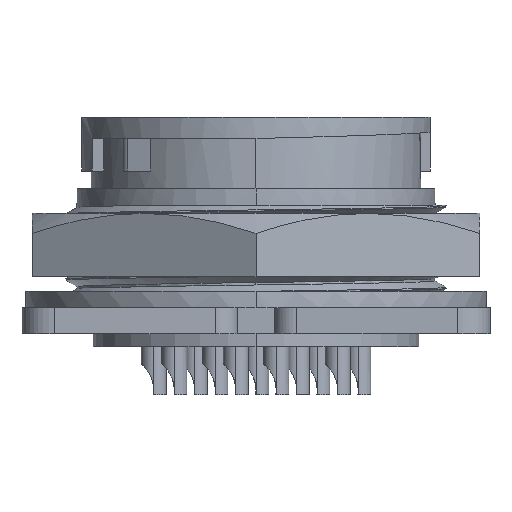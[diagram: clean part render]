
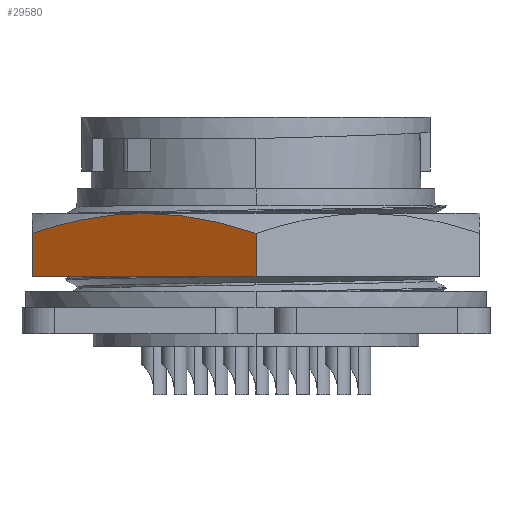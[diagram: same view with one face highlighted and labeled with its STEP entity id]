
A CAD part, left-side view. The second image highlights one B-rep face of the part: STEP entity #29580.
In plain terms, the highlighted planar face has unit normal (-0.866, 0.5, 0).
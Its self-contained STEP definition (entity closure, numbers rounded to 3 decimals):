
#1181 = VECTOR ( 'NONE', #27157, 1000. ) ;
#1262 = CARTESIAN_POINT ( 'NONE',  ( -20.164, 0., 7.838 ) ) ;
#1852 = VERTEX_POINT ( 'NONE', #26178 ) ;
#2706 = ORIENTED_EDGE ( 'NONE', *, *, #23678, .F. ) ;
#3414 = LINE ( 'NONE', #6411, #27748 ) ;
#3419 = CARTESIAN_POINT ( 'NONE',  ( -10.082, 17.463, 7.838 ) ) ;
#3602 = CARTESIAN_POINT ( 'NONE',  ( -10.082, 17.463, 9.398 ) ) ;
#4297 = ORIENTED_EDGE ( 'NONE', *, *, #28176, .F. ) ;
#5779 = CARTESIAN_POINT ( 'NONE',  ( -15.123, 8.731, 9.398 ) ) ;
#5926 = DIRECTION ( 'NONE',  ( 0.866, -0.5, 0. ) ) ;
#6411 = CARTESIAN_POINT ( 'NONE',  ( -20.164, 0., 4.445 ) ) ;
#6935 = EDGE_CURVE ( 'NONE', #11621, #1852, #11931, .T. ) ;
#8320 = CARTESIAN_POINT ( 'NONE',  ( -11.735, 14.599, 8.706 ) ) ;
#8613 = VERTEX_POINT ( 'NONE', #21691 ) ;
#8686 = DIRECTION ( 'NONE',  ( 0.5, 0.866, 0. ) ) ;
#10397 = PLANE ( 'NONE',  #11989 ) ;
#10622 = CARTESIAN_POINT ( 'NONE',  ( -14.263, 10.221, 9.398 ) ) ;
#11621 = VERTEX_POINT ( 'NONE', #24895 ) ;
#11931 = LINE ( 'NONE', #22472, #20194 ) ;
#11989 = AXIS2_PLACEMENT_3D ( 'NONE', #3602, #5926, #21899 ) ;
#12236 = DIRECTION ( 'NONE',  ( 0., 0., -1. ) ) ;
#12673 = CARTESIAN_POINT ( 'NONE',  ( -16.832, 5.771, 9.249 ) ) ;
#13387 = LINE ( 'NONE', #20253, #1181 ) ;
#14663 = VERTEX_POINT ( 'NONE', #16900 ) ;
#14987 = CARTESIAN_POINT ( 'NONE',  ( -19.34, 1.426, 8.314 ) ) ;
#16435 = B_SPLINE_CURVE_WITH_KNOTS ( 'NONE', 3,
 ( #3419, #26330, #8320, #24323, #10622, #26632 ),
 .UNSPECIFIED., .F., .F.,
 ( 4, 2, 4 ),
 ( 0., 0.005, 0.01 ),
 .UNSPECIFIED. ) ;
#16900 = CARTESIAN_POINT ( 'NONE',  ( -20.164, 0., 4.445 ) ) ;
#19138 = ORIENTED_EDGE ( 'NONE', *, *, #28771, .F. ) ;
#19479 = CARTESIAN_POINT ( 'NONE',  ( -15.983, 7.241, 9.398 ) ) ;
#20194 = VECTOR ( 'NONE', #12236, 1000. ) ;
#20253 = CARTESIAN_POINT ( 'NONE',  ( -20.164, 0., 9.398 ) ) ;
#20572 = FACE_OUTER_BOUND ( 'NONE', #22881, .T. ) ;
#21691 = CARTESIAN_POINT ( 'NONE',  ( -20.164, 0., 7.838 ) ) ;
#21899 = DIRECTION ( 'NONE',  ( 0.5, 0.866, 0. ) ) ;
#22472 = CARTESIAN_POINT ( 'NONE',  ( -10.082, 17.463, 9.398 ) ) ;
#22589 = EDGE_CURVE ( 'NONE', #8613, #14663, #13387, .T. ) ;
#22881 = EDGE_LOOP ( 'NONE', ( #27733, #19138, #25964, #2706, #4297 ) ) ;
#22884 = B_SPLINE_CURVE_WITH_KNOTS ( 'NONE', 3,
 ( #5779, #19479, #12673, #28661, #14987, #1262 ),
 .UNSPECIFIED., .F., .F.,
 ( 4, 2, 4 ),
 ( 0., 0.005, 0.01 ),
 .UNSPECIFIED. ) ;
#23678 = EDGE_CURVE ( 'NONE', #24600, #8613, #22884, .T. ) ;
#24323 = CARTESIAN_POINT ( 'NONE',  ( -13.414, 11.691, 9.249 ) ) ;
#24600 = VERTEX_POINT ( 'NONE', #27950 ) ;
#24895 = CARTESIAN_POINT ( 'NONE',  ( -10.082, 17.463, 7.838 ) ) ;
#25964 = ORIENTED_EDGE ( 'NONE', *, *, #22589, .F. ) ;
#26178 = CARTESIAN_POINT ( 'NONE',  ( -10.082, 17.463, 4.445 ) ) ;
#26330 = CARTESIAN_POINT ( 'NONE',  ( -10.905, 16.036, 8.314 ) ) ;
#26632 = CARTESIAN_POINT ( 'NONE',  ( -15.123, 8.731, 9.398 ) ) ;
#27157 = DIRECTION ( 'NONE',  ( 0., 0., -1. ) ) ;
#27733 = ORIENTED_EDGE ( 'NONE', *, *, #6935, .T. ) ;
#27748 = VECTOR ( 'NONE', #8686, 1000. ) ;
#27950 = CARTESIAN_POINT ( 'NONE',  ( -15.123, 8.731, 9.398 ) ) ;
#28176 = EDGE_CURVE ( 'NONE', #11621, #24600, #16435, .T. ) ;
#28661 = CARTESIAN_POINT ( 'NONE',  ( -18.511, 2.864, 8.706 ) ) ;
#28771 = EDGE_CURVE ( 'NONE', #14663, #1852, #3414, .T. ) ;
#29580 = ADVANCED_FACE ( 'NONE', ( #20572 ), #10397, .F. ) ;
